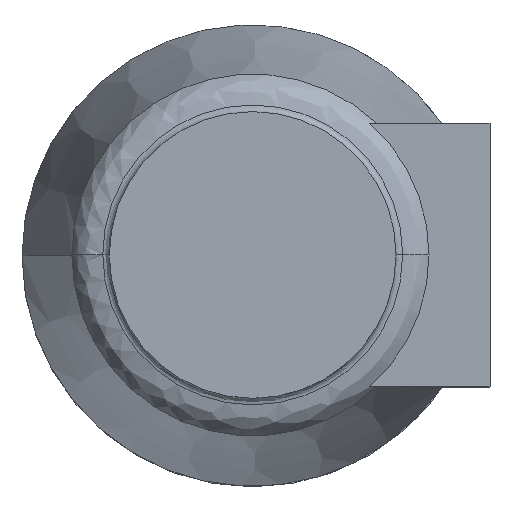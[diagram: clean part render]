
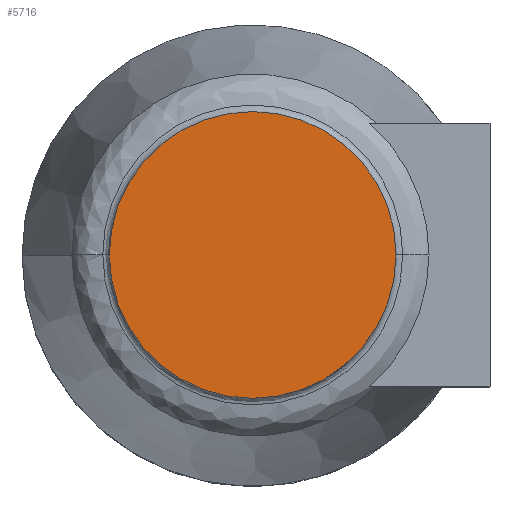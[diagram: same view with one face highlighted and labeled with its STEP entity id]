
A CAD part, top view. The second image highlights one B-rep face of the part: STEP entity #5716.
In plain terms, the highlighted planar face has unit normal (0, 0, 1).
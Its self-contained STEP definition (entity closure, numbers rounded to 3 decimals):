
#812 = ( BOUNDED_SURFACE() B_SPLINE_SURFACE(3,3,(
    (#813,#814,#815,#816)
    ,(#817,#818,#819,#820)
    ,(#821,#822,#823,#824)
    ,(#825,#826,#827,#828
)),.UNSPECIFIED.,.F.,.F.,.F.) B_SPLINE_SURFACE_WITH_KNOTS((4,4),(4,4),(
    0.,1.),(0.,1.),.PIECEWISE_BEZIER_KNOTS.) 
GEOMETRIC_REPRESENTATION_ITEM() RATIONAL_B_SPLINE_SURFACE((
    (1.,0.333,0.333,1.)
    ,(0.805,0.268,0.268,0.805)
    ,(0.805,0.268,0.268,0.805)
,(1.,0.333,0.333,1.
))) REPRESENTATION_ITEM('') SURFACE() );
#813 = CARTESIAN_POINT('',(-45.5,0.,206.5));
#814 = CARTESIAN_POINT('',(-45.5,-91.,206.5));
#815 = CARTESIAN_POINT('',(45.5,-91.,206.5));
#816 = CARTESIAN_POINT('',(45.5,0.,206.5));
#817 = CARTESIAN_POINT('',(-44.328,0.,206.5));
#818 = CARTESIAN_POINT('',(-44.328,-88.657,206.5));
#819 = CARTESIAN_POINT('',(44.328,-88.657,206.5));
#820 = CARTESIAN_POINT('',(44.328,0.,206.5));
#821 = CARTESIAN_POINT('',(-43.5,0.,
    207.328));
#822 = CARTESIAN_POINT('',(-43.5,-87.,207.328));
#823 = CARTESIAN_POINT('',(43.5,-87.,207.328));
#824 = CARTESIAN_POINT('',(43.5,0.,
    207.328));
#825 = CARTESIAN_POINT('',(-43.5,0.,208.5));
#826 = CARTESIAN_POINT('',(-43.5,-87.,208.5));
#827 = CARTESIAN_POINT('',(43.5,-87.,208.5));
#828 = CARTESIAN_POINT('',(43.5,0.,208.5));
#1165 = VERTEX_POINT('',#1166);
#1166 = CARTESIAN_POINT('',(43.5,0.,208.5));
#1174 = ( BOUNDED_SURFACE() B_SPLINE_SURFACE(3,3,(
    (#1175,#1176,#1177,#1178)
    ,(#1179,#1180,#1181,#1182)
    ,(#1183,#1184,#1185,#1186)
    ,(#1187,#1188,#1189,#1190
)),.UNSPECIFIED.,.F.,.F.,.F.) B_SPLINE_SURFACE_WITH_KNOTS((4,4),(4,4),(
    0.,1.),(0.,1.),.PIECEWISE_BEZIER_KNOTS.) 
GEOMETRIC_REPRESENTATION_ITEM() RATIONAL_B_SPLINE_SURFACE((
    (1.,0.333,0.333,1.)
    ,(0.805,0.268,0.268,0.805)
    ,(0.805,0.268,0.268,0.805)
,(1.,0.333,0.333,1.
))) REPRESENTATION_ITEM('') SURFACE() );
#1175 = CARTESIAN_POINT('',(45.5,0.,206.5));
#1176 = CARTESIAN_POINT('',(45.5,91.,206.5));
#1177 = CARTESIAN_POINT('',(-45.5,91.,206.5));
#1178 = CARTESIAN_POINT('',(-45.5,0.,206.5));
#1179 = CARTESIAN_POINT('',(44.328,0.,206.5));
#1180 = CARTESIAN_POINT('',(44.328,88.657,206.5));
#1181 = CARTESIAN_POINT('',(-44.328,88.657,206.5));
#1182 = CARTESIAN_POINT('',(-44.328,0.,206.5));
#1183 = CARTESIAN_POINT('',(43.5,0.,
    207.328));
#1184 = CARTESIAN_POINT('',(43.5,87.,207.328));
#1185 = CARTESIAN_POINT('',(-43.5,87.,207.328));
#1186 = CARTESIAN_POINT('',(-43.5,0.,
    207.328));
#1187 = CARTESIAN_POINT('',(43.5,0.,208.5));
#1188 = CARTESIAN_POINT('',(43.5,87.,208.5));
#1189 = CARTESIAN_POINT('',(-43.5,87.,208.5));
#1190 = CARTESIAN_POINT('',(-43.5,0.,208.5));
#1249 = EDGE_CURVE('',#1165,#1250,#1252,.T.);
#1250 = VERTEX_POINT('',#1251);
#1251 = CARTESIAN_POINT('',(-43.5,0.,208.5));
#1252 = SURFACE_CURVE('',#1253,(#1258,#1287),.PCURVE_S1.);
#1253 = CIRCLE('',#1254,43.5);
#1254 = AXIS2_PLACEMENT_3D('',#1255,#1256,#1257);
#1255 = CARTESIAN_POINT('',(0.,0.,208.5)
  );
#1256 = DIRECTION('',(0.,0.,1.));
#1257 = DIRECTION('',(1.,0.,0.));
#1258 = PCURVE('',#1174,#1259);
#1259 = DEFINITIONAL_REPRESENTATION('',(#1260),#1286);
#1260 = B_SPLINE_CURVE_WITH_KNOTS('',3,(#1261,#1262,#1263,#1264,#1265,
    #1266,#1267,#1268,#1269,#1270,#1271,#1272,#1273,#1274,#1275,#1276,
    #1277,#1278,#1279,#1280,#1281,#1282,#1283,#1284,#1285),
  .UNSPECIFIED.,.F.,.F.,(4,1,1,1,1,1,1,1,1,1,1,1,1,1,1,1,1,1,1,1,1,1,4),
  (0.,0.143,0.286,0.428,0.571,
    0.714,0.857,1.,1.142,
    1.285,1.428,1.571,1.714,
    1.856,1.999,2.142,2.285,
    2.428,2.57,2.713,2.856,
    2.999,3.142),.QUASI_UNIFORM_KNOTS.);
#1261 = CARTESIAN_POINT('',(1.,0.));
#1262 = CARTESIAN_POINT('',(1.,0.024));
#1263 = CARTESIAN_POINT('',(1.,0.068));
#1264 = CARTESIAN_POINT('',(1.,0.127));
#1265 = CARTESIAN_POINT('',(1.,0.179));
#1266 = CARTESIAN_POINT('',(1.,0.228));
#1267 = CARTESIAN_POINT('',(1.,0.272));
#1268 = CARTESIAN_POINT('',(1.,0.314));
#1269 = CARTESIAN_POINT('',(1.,0.353));
#1270 = CARTESIAN_POINT('',(1.,0.391));
#1271 = CARTESIAN_POINT('',(1.,0.428));
#1272 = CARTESIAN_POINT('',(1.,0.464));
#1273 = CARTESIAN_POINT('',(1.,0.5));
#1274 = CARTESIAN_POINT('',(1.,0.536));
#1275 = CARTESIAN_POINT('',(1.,0.572));
#1276 = CARTESIAN_POINT('',(1.,0.609));
#1277 = CARTESIAN_POINT('',(1.,0.647));
#1278 = CARTESIAN_POINT('',(1.,0.686));
#1279 = CARTESIAN_POINT('',(1.,0.728));
#1280 = CARTESIAN_POINT('',(1.,0.772));
#1281 = CARTESIAN_POINT('',(1.,0.821));
#1282 = CARTESIAN_POINT('',(1.,0.873));
#1283 = CARTESIAN_POINT('',(1.,0.932));
#1284 = CARTESIAN_POINT('',(1.,0.976));
#1285 = CARTESIAN_POINT('',(1.,1.));
#1286 = ( GEOMETRIC_REPRESENTATION_CONTEXT(2) 
PARAMETRIC_REPRESENTATION_CONTEXT() REPRESENTATION_CONTEXT('2D SPACE',''
  ) );
#1287 = PCURVE('',#1288,#1293);
#1288 = PLANE('',#1289);
#1289 = AXIS2_PLACEMENT_3D('',#1290,#1291,#1292);
#1290 = CARTESIAN_POINT('',(0.,43.5,208.5));
#1291 = DIRECTION('',(0.,0.,-1.));
#1292 = DIRECTION('',(-1.,0.,0.));
#1293 = DEFINITIONAL_REPRESENTATION('',(#1294),#1302);
#1294 = ( BOUNDED_CURVE() B_SPLINE_CURVE(2,(#1295,#1296,#1297,#1298,
#1299,#1300,#1301),.UNSPECIFIED.,.T.,.F.) B_SPLINE_CURVE_WITH_KNOTS((1,2
    ,2,2,2,1),(-2.094,0.,2.094,4.189,
6.283,8.378),.UNSPECIFIED.) CURVE() 
GEOMETRIC_REPRESENTATION_ITEM() RATIONAL_B_SPLINE_CURVE((1.,0.5,1.,0.5,
1.,0.5,1.)) REPRESENTATION_ITEM('') );
#1295 = CARTESIAN_POINT('',(-43.5,-43.5));
#1296 = CARTESIAN_POINT('',(-43.5,31.844));
#1297 = CARTESIAN_POINT('',(21.75,-5.828));
#1298 = CARTESIAN_POINT('',(87.,-43.5));
#1299 = CARTESIAN_POINT('',(21.75,-81.172));
#1300 = CARTESIAN_POINT('',(-43.5,-118.844));
#1301 = CARTESIAN_POINT('',(-43.5,-43.5));
#1302 = ( GEOMETRIC_REPRESENTATION_CONTEXT(2) 
PARAMETRIC_REPRESENTATION_CONTEXT() REPRESENTATION_CONTEXT('2D SPACE',''
  ) );
#5304 = EDGE_CURVE('',#1250,#1165,#5305,.T.);
#5305 = SURFACE_CURVE('',#5306,(#5311,#5340),.PCURVE_S1.);
#5306 = CIRCLE('',#5307,43.5);
#5307 = AXIS2_PLACEMENT_3D('',#5308,#5309,#5310);
#5308 = CARTESIAN_POINT('',(0.,0.,208.5)
  );
#5309 = DIRECTION('',(0.,0.,1.));
#5310 = DIRECTION('',(1.,0.,0.));
#5311 = PCURVE('',#812,#5312);
#5312 = DEFINITIONAL_REPRESENTATION('',(#5313),#5339);
#5313 = B_SPLINE_CURVE_WITH_KNOTS('',3,(#5314,#5315,#5316,#5317,#5318,
    #5319,#5320,#5321,#5322,#5323,#5324,#5325,#5326,#5327,#5328,#5329,
    #5330,#5331,#5332,#5333,#5334,#5335,#5336,#5337,#5338),
  .UNSPECIFIED.,.F.,.F.,(4,1,1,1,1,1,1,1,1,1,1,1,1,1,1,1,1,1,1,1,1,1,4),
  (3.142,3.284,3.427,3.57,
    3.713,3.856,3.998,4.141,
    4.284,4.427,4.57,4.712,
    4.855,4.998,5.141,5.284,
    5.426,5.569,5.712,5.855,
    5.998,6.14,6.283),.QUASI_UNIFORM_KNOTS.);
#5314 = CARTESIAN_POINT('',(1.,0.));
#5315 = CARTESIAN_POINT('',(1.,0.024));
#5316 = CARTESIAN_POINT('',(1.,0.068));
#5317 = CARTESIAN_POINT('',(1.,0.127));
#5318 = CARTESIAN_POINT('',(1.,0.179));
#5319 = CARTESIAN_POINT('',(1.,0.228));
#5320 = CARTESIAN_POINT('',(1.,0.272));
#5321 = CARTESIAN_POINT('',(1.,0.314));
#5322 = CARTESIAN_POINT('',(1.,0.353));
#5323 = CARTESIAN_POINT('',(1.,0.391));
#5324 = CARTESIAN_POINT('',(1.,0.428));
#5325 = CARTESIAN_POINT('',(1.,0.464));
#5326 = CARTESIAN_POINT('',(1.,0.5));
#5327 = CARTESIAN_POINT('',(1.,0.536));
#5328 = CARTESIAN_POINT('',(1.,0.572));
#5329 = CARTESIAN_POINT('',(1.,0.609));
#5330 = CARTESIAN_POINT('',(1.,0.647));
#5331 = CARTESIAN_POINT('',(1.,0.686));
#5332 = CARTESIAN_POINT('',(1.,0.728));
#5333 = CARTESIAN_POINT('',(1.,0.772));
#5334 = CARTESIAN_POINT('',(1.,0.821));
#5335 = CARTESIAN_POINT('',(1.,0.873));
#5336 = CARTESIAN_POINT('',(1.,0.932));
#5337 = CARTESIAN_POINT('',(1.,0.976));
#5338 = CARTESIAN_POINT('',(1.,1.));
#5339 = ( GEOMETRIC_REPRESENTATION_CONTEXT(2) 
PARAMETRIC_REPRESENTATION_CONTEXT() REPRESENTATION_CONTEXT('2D SPACE',''
  ) );
#5340 = PCURVE('',#1288,#5341);
#5341 = DEFINITIONAL_REPRESENTATION('',(#5342),#5350);
#5342 = ( BOUNDED_CURVE() B_SPLINE_CURVE(2,(#5343,#5344,#5345,#5346,
#5347,#5348,#5349),.UNSPECIFIED.,.T.,.F.) B_SPLINE_CURVE_WITH_KNOTS((1,2
    ,2,2,2,1),(-2.094,0.,2.094,4.189,
6.283,8.378),.UNSPECIFIED.) CURVE() 
GEOMETRIC_REPRESENTATION_ITEM() RATIONAL_B_SPLINE_CURVE((1.,0.5,1.,0.5,
1.,0.5,1.)) REPRESENTATION_ITEM('') );
#5343 = CARTESIAN_POINT('',(-43.5,-43.5));
#5344 = CARTESIAN_POINT('',(-43.5,31.844));
#5345 = CARTESIAN_POINT('',(21.75,-5.828));
#5346 = CARTESIAN_POINT('',(87.,-43.5));
#5347 = CARTESIAN_POINT('',(21.75,-81.172));
#5348 = CARTESIAN_POINT('',(-43.5,-118.844));
#5349 = CARTESIAN_POINT('',(-43.5,-43.5));
#5350 = ( GEOMETRIC_REPRESENTATION_CONTEXT(2) 
PARAMETRIC_REPRESENTATION_CONTEXT() REPRESENTATION_CONTEXT('2D SPACE',''
  ) );
#5716 = ADVANCED_FACE('',(#5717),#1288,.F.);
#5717 = FACE_BOUND('',#5718,.T.);
#5718 = EDGE_LOOP('',(#5719,#5720));
#5719 = ORIENTED_EDGE('',*,*,#1249,.T.);
#5720 = ORIENTED_EDGE('',*,*,#5304,.T.);
